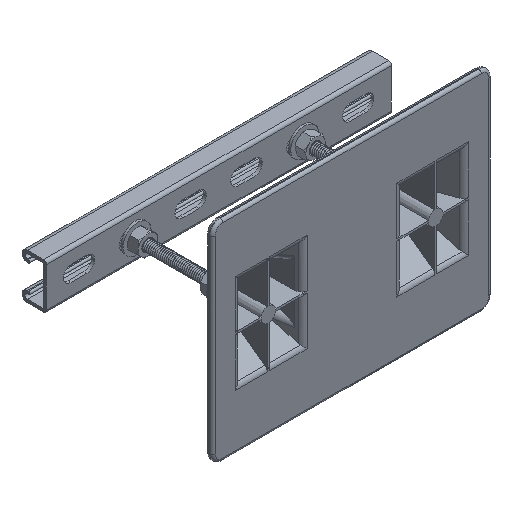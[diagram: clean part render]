
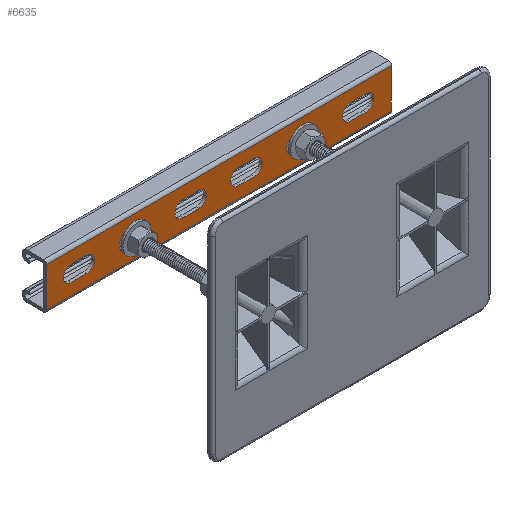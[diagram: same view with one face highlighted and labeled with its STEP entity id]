
A CAD part, isometric view. The second image highlights one B-rep face of the part: STEP entity #6635.
In plain terms, the highlighted planar face has unit normal (0, -1, 0).
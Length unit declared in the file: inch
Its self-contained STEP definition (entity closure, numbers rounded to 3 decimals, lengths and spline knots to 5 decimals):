
#6107=CARTESIAN_POINT('',(-0.28125,-0.358,10.90625));
#6108=VERTEX_POINT('',#6107);
#6115=CARTESIAN_POINT('',(0.28125,-0.358,10.90625));
#6116=VERTEX_POINT('',#6115);
#6117=CARTESIAN_POINT('',(0.,-0.358,10.90625));
#6118=DIRECTION('',(0.0,-1.0,0.0));
#6119=DIRECTION('',(0.0,0.0,-1.0));
#6120=AXIS2_PLACEMENT_3D('',#6117,#6118,#6119);
#6121=CIRCLE('',#6120,0.28125);
#6122=EDGE_CURVE('',#6108,#6116,#6121,.T.);
#6149=CARTESIAN_POINT('',(-0.28125,-0.358,8.90625));
#6150=VERTEX_POINT('',#6149);
#6157=CARTESIAN_POINT('',(0.28125,-0.358,8.90625));
#6158=VERTEX_POINT('',#6157);
#6159=CARTESIAN_POINT('',(0.,-0.358,8.90625));
#6160=DIRECTION('',(0.0,-1.0,0.0));
#6161=DIRECTION('',(0.0,0.0,-1.0));
#6162=AXIS2_PLACEMENT_3D('',#6159,#6160,#6161);
#6163=CIRCLE('',#6162,0.28125);
#6164=EDGE_CURVE('',#6150,#6158,#6163,.T.);
#6191=CARTESIAN_POINT('',(-0.28125,-0.358,6.90625));
#6192=VERTEX_POINT('',#6191);
#6199=CARTESIAN_POINT('',(0.28125,-0.358,6.90625));
#6200=VERTEX_POINT('',#6199);
#6201=CARTESIAN_POINT('',(0.,-0.358,6.90625));
#6202=DIRECTION('',(0.0,-1.0,0.0));
#6203=DIRECTION('',(0.0,0.0,-1.0));
#6204=AXIS2_PLACEMENT_3D('',#6201,#6202,#6203);
#6205=CIRCLE('',#6204,0.28125);
#6206=EDGE_CURVE('',#6192,#6200,#6205,.T.);
#6233=CARTESIAN_POINT('',(-0.28125,-0.358,4.90625));
#6234=VERTEX_POINT('',#6233);
#6241=CARTESIAN_POINT('',(0.28125,-0.358,4.90625));
#6242=VERTEX_POINT('',#6241);
#6243=CARTESIAN_POINT('',(0.,-0.358,4.90625));
#6244=DIRECTION('',(0.0,-1.0,0.0));
#6245=DIRECTION('',(0.0,0.0,-1.0));
#6246=AXIS2_PLACEMENT_3D('',#6243,#6244,#6245);
#6247=CIRCLE('',#6246,0.28125);
#6248=EDGE_CURVE('',#6234,#6242,#6247,.T.);
#6275=CARTESIAN_POINT('',(-0.28125,-0.358,2.90625));
#6276=VERTEX_POINT('',#6275);
#6283=CARTESIAN_POINT('',(0.28125,-0.358,2.90625));
#6284=VERTEX_POINT('',#6283);
#6285=CARTESIAN_POINT('',(0.,-0.358,2.90625));
#6286=DIRECTION('',(0.0,-1.0,0.0));
#6287=DIRECTION('',(0.0,0.0,-1.0));
#6288=AXIS2_PLACEMENT_3D('',#6285,#6286,#6287);
#6289=CIRCLE('',#6288,0.28125);
#6290=EDGE_CURVE('',#6276,#6284,#6289,.T.);
#6317=CARTESIAN_POINT('',(-0.28125,-0.358,0.90625));
#6318=VERTEX_POINT('',#6317);
#6325=CARTESIAN_POINT('',(0.28125,-0.358,0.90625));
#6326=VERTEX_POINT('',#6325);
#6327=CARTESIAN_POINT('',(0.,-0.358,0.90625));
#6328=DIRECTION('',(0.0,-1.0,0.0));
#6329=DIRECTION('',(0.0,0.0,-1.0));
#6330=AXIS2_PLACEMENT_3D('',#6327,#6328,#6329);
#6331=CIRCLE('',#6330,0.28125);
#6332=EDGE_CURVE('',#6318,#6326,#6331,.T.);
#6421=CARTESIAN_POINT('',(-0.7065,-0.358,12.3523));
#6422=VERTEX_POINT('',#6421);
#6431=CARTESIAN_POINT('',(-0.7065,-0.358,0.0));
#6432=VERTEX_POINT('',#6431);
#6440=CARTESIAN_POINT('',(-0.7065,-0.358,12.3523));
#6441=DIRECTION('',(0.0,0.0,-1.0));
#6442=VECTOR('',#6441,12.3523);
#6443=LINE('',#6440,#6442);
#6444=EDGE_CURVE('',#6422,#6432,#6443,.T.);
#6449=CARTESIAN_POINT('',(-0.7065,-0.358,35.6916));
#6450=DIRECTION('',(0.0,1.0,0.0));
#6451=DIRECTION('',(0.0,0.0,1.0));
#6452=AXIS2_PLACEMENT_3D('',#6449,#6450,#6451);
#6453=PLANE('',#6452);
#6454=CARTESIAN_POINT('',(0.7065,-0.358,12.3523));
#6455=VERTEX_POINT('',#6454);
#6456=CARTESIAN_POINT('',(-0.7065,-0.358,12.3523));
#6457=DIRECTION('',(1.0,0.0,0.0));
#6458=VECTOR('',#6457,1.413);
#6459=LINE('',#6456,#6458);
#6460=EDGE_CURVE('',#6422,#6455,#6459,.T.);
#6461=ORIENTED_EDGE('',*,*,#6460,.F.);
#6462=ORIENTED_EDGE('',*,*,#6444,.T.);
#6463=CARTESIAN_POINT('',(0.7065,-0.358,0.0));
#6464=VERTEX_POINT('',#6463);
#6465=CARTESIAN_POINT('',(-0.7065,-0.358,0.0));
#6466=DIRECTION('',(1.0,0.0,0.0));
#6467=VECTOR('',#6466,1.413);
#6468=LINE('',#6465,#6467);
#6469=EDGE_CURVE('',#6432,#6464,#6468,.T.);
#6470=ORIENTED_EDGE('',*,*,#6469,.T.);
#6471=CARTESIAN_POINT('',(0.7065,-0.358,12.3523));
#6472=DIRECTION('',(0.0,0.0,-1.0));
#6473=VECTOR('',#6472,12.3523);
#6474=LINE('',#6471,#6473);
#6475=EDGE_CURVE('',#6455,#6464,#6474,.T.);
#6476=ORIENTED_EDGE('',*,*,#6475,.F.);
#6477=EDGE_LOOP('',(#6461,#6462,#6470,#6476));
#6478=FACE_OUTER_BOUND('',#6477,.T.);
#6479=CARTESIAN_POINT('',(-0.28125,-0.358,9.46875));
#6480=VERTEX_POINT('',#6479);
#6481=CARTESIAN_POINT('',(-0.28125,-0.358,9.46875));
#6482=DIRECTION('',(0.0,0.0,-1.0));
#6483=VECTOR('',#6482,0.5625);
#6484=LINE('',#6481,#6483);
#6485=EDGE_CURVE('',#6480,#6150,#6484,.T.);
#6486=ORIENTED_EDGE('',*,*,#6485,.F.);
#6487=CARTESIAN_POINT('',(0.28125,-0.358,9.46875));
#6488=VERTEX_POINT('',#6487);
#6489=CARTESIAN_POINT('',(0.,-0.358,9.46875));
#6490=DIRECTION('',(0.0,-1.0,0.0));
#6491=DIRECTION('',(0.0,0.0,-1.0));
#6492=AXIS2_PLACEMENT_3D('',#6489,#6490,#6491);
#6493=CIRCLE('',#6492,0.28125);
#6494=EDGE_CURVE('',#6488,#6480,#6493,.T.);
#6495=ORIENTED_EDGE('',*,*,#6494,.F.);
#6496=CARTESIAN_POINT('',(0.28125,-0.358,8.90625));
#6497=DIRECTION('',(0.0,0.0,1.0));
#6498=VECTOR('',#6497,0.5625);
#6499=LINE('',#6496,#6498);
#6500=EDGE_CURVE('',#6158,#6488,#6499,.T.);
#6501=ORIENTED_EDGE('',*,*,#6500,.F.);
#6502=ORIENTED_EDGE('',*,*,#6164,.F.);
#6503=EDGE_LOOP('',(#6486,#6495,#6501,#6502));
#6504=FACE_BOUND('',#6503,.T.);
#6505=CARTESIAN_POINT('',(-0.28125,-0.358,7.46875));
#6506=VERTEX_POINT('',#6505);
#6507=CARTESIAN_POINT('',(-0.28125,-0.358,7.46875));
#6508=DIRECTION('',(0.0,0.0,-1.0));
#6509=VECTOR('',#6508,0.5625);
#6510=LINE('',#6507,#6509);
#6511=EDGE_CURVE('',#6506,#6192,#6510,.T.);
#6512=ORIENTED_EDGE('',*,*,#6511,.F.);
#6513=CARTESIAN_POINT('',(0.28125,-0.358,7.46875));
#6514=VERTEX_POINT('',#6513);
#6515=CARTESIAN_POINT('',(0.,-0.358,7.46875));
#6516=DIRECTION('',(0.0,-1.0,0.0));
#6517=DIRECTION('',(0.0,0.0,-1.0));
#6518=AXIS2_PLACEMENT_3D('',#6515,#6516,#6517);
#6519=CIRCLE('',#6518,0.28125);
#6520=EDGE_CURVE('',#6514,#6506,#6519,.T.);
#6521=ORIENTED_EDGE('',*,*,#6520,.F.);
#6522=CARTESIAN_POINT('',(0.28125,-0.358,6.90625));
#6523=DIRECTION('',(0.0,0.0,1.0));
#6524=VECTOR('',#6523,0.5625);
#6525=LINE('',#6522,#6524);
#6526=EDGE_CURVE('',#6200,#6514,#6525,.T.);
#6527=ORIENTED_EDGE('',*,*,#6526,.F.);
#6528=ORIENTED_EDGE('',*,*,#6206,.F.);
#6529=EDGE_LOOP('',(#6512,#6521,#6527,#6528));
#6530=FACE_BOUND('',#6529,.T.);
#6531=CARTESIAN_POINT('',(-0.28125,-0.358,5.46875));
#6532=VERTEX_POINT('',#6531);
#6533=CARTESIAN_POINT('',(-0.28125,-0.358,5.46875));
#6534=DIRECTION('',(0.0,0.0,-1.0));
#6535=VECTOR('',#6534,0.5625);
#6536=LINE('',#6533,#6535);
#6537=EDGE_CURVE('',#6532,#6234,#6536,.T.);
#6538=ORIENTED_EDGE('',*,*,#6537,.F.);
#6539=CARTESIAN_POINT('',(0.28125,-0.358,5.46875));
#6540=VERTEX_POINT('',#6539);
#6541=CARTESIAN_POINT('',(0.,-0.358,5.46875));
#6542=DIRECTION('',(0.0,-1.0,0.0));
#6543=DIRECTION('',(0.0,0.0,-1.0));
#6544=AXIS2_PLACEMENT_3D('',#6541,#6542,#6543);
#6545=CIRCLE('',#6544,0.28125);
#6546=EDGE_CURVE('',#6540,#6532,#6545,.T.);
#6547=ORIENTED_EDGE('',*,*,#6546,.F.);
#6548=CARTESIAN_POINT('',(0.28125,-0.358,4.90625));
#6549=DIRECTION('',(0.0,0.0,1.0));
#6550=VECTOR('',#6549,0.5625);
#6551=LINE('',#6548,#6550);
#6552=EDGE_CURVE('',#6242,#6540,#6551,.T.);
#6553=ORIENTED_EDGE('',*,*,#6552,.F.);
#6554=ORIENTED_EDGE('',*,*,#6248,.F.);
#6555=EDGE_LOOP('',(#6538,#6547,#6553,#6554));
#6556=FACE_BOUND('',#6555,.T.);
#6557=CARTESIAN_POINT('',(-0.28125,-0.358,3.46875));
#6558=VERTEX_POINT('',#6557);
#6559=CARTESIAN_POINT('',(-0.28125,-0.358,3.46875));
#6560=DIRECTION('',(0.0,0.0,-1.0));
#6561=VECTOR('',#6560,0.5625);
#6562=LINE('',#6559,#6561);
#6563=EDGE_CURVE('',#6558,#6276,#6562,.T.);
#6564=ORIENTED_EDGE('',*,*,#6563,.F.);
#6565=CARTESIAN_POINT('',(0.28125,-0.358,3.46875));
#6566=VERTEX_POINT('',#6565);
#6567=CARTESIAN_POINT('',(0.,-0.358,3.46875));
#6568=DIRECTION('',(0.0,-1.0,0.0));
#6569=DIRECTION('',(0.0,0.0,-1.0));
#6570=AXIS2_PLACEMENT_3D('',#6567,#6568,#6569);
#6571=CIRCLE('',#6570,0.28125);
#6572=EDGE_CURVE('',#6566,#6558,#6571,.T.);
#6573=ORIENTED_EDGE('',*,*,#6572,.F.);
#6574=CARTESIAN_POINT('',(0.28125,-0.358,2.90625));
#6575=DIRECTION('',(0.0,0.0,1.0));
#6576=VECTOR('',#6575,0.5625);
#6577=LINE('',#6574,#6576);
#6578=EDGE_CURVE('',#6284,#6566,#6577,.T.);
#6579=ORIENTED_EDGE('',*,*,#6578,.F.);
#6580=ORIENTED_EDGE('',*,*,#6290,.F.);
#6581=EDGE_LOOP('',(#6564,#6573,#6579,#6580));
#6582=FACE_BOUND('',#6581,.T.);
#6583=CARTESIAN_POINT('',(-0.28125,-0.358,1.46875));
#6584=VERTEX_POINT('',#6583);
#6585=CARTESIAN_POINT('',(-0.28125,-0.358,1.46875));
#6586=DIRECTION('',(0.0,0.0,-1.0));
#6587=VECTOR('',#6586,0.5625);
#6588=LINE('',#6585,#6587);
#6589=EDGE_CURVE('',#6584,#6318,#6588,.T.);
#6590=ORIENTED_EDGE('',*,*,#6589,.F.);
#6591=CARTESIAN_POINT('',(0.28125,-0.358,1.46875));
#6592=VERTEX_POINT('',#6591);
#6593=CARTESIAN_POINT('',(0.,-0.358,1.46875));
#6594=DIRECTION('',(0.0,-1.0,0.0));
#6595=DIRECTION('',(0.0,0.0,-1.0));
#6596=AXIS2_PLACEMENT_3D('',#6593,#6594,#6595);
#6597=CIRCLE('',#6596,0.28125);
#6598=EDGE_CURVE('',#6592,#6584,#6597,.T.);
#6599=ORIENTED_EDGE('',*,*,#6598,.F.);
#6600=CARTESIAN_POINT('',(0.28125,-0.358,0.90625));
#6601=DIRECTION('',(0.0,0.0,1.0));
#6602=VECTOR('',#6601,0.5625);
#6603=LINE('',#6600,#6602);
#6604=EDGE_CURVE('',#6326,#6592,#6603,.T.);
#6605=ORIENTED_EDGE('',*,*,#6604,.F.);
#6606=ORIENTED_EDGE('',*,*,#6332,.F.);
#6607=EDGE_LOOP('',(#6590,#6599,#6605,#6606));
#6608=FACE_BOUND('',#6607,.T.);
#6609=CARTESIAN_POINT('',(-0.28125,-0.358,11.46875));
#6610=VERTEX_POINT('',#6609);
#6611=CARTESIAN_POINT('',(-0.28125,-0.358,11.46875));
#6612=DIRECTION('',(0.0,0.0,-1.0));
#6613=VECTOR('',#6612,0.5625);
#6614=LINE('',#6611,#6613);
#6615=EDGE_CURVE('',#6610,#6108,#6614,.T.);
#6616=ORIENTED_EDGE('',*,*,#6615,.F.);
#6617=CARTESIAN_POINT('',(0.28125,-0.358,11.46875));
#6618=VERTEX_POINT('',#6617);
#6619=CARTESIAN_POINT('',(0.,-0.358,11.46875));
#6620=DIRECTION('',(0.0,-1.0,0.0));
#6621=DIRECTION('',(0.0,0.0,-1.0));
#6622=AXIS2_PLACEMENT_3D('',#6619,#6620,#6621);
#6623=CIRCLE('',#6622,0.28125);
#6624=EDGE_CURVE('',#6618,#6610,#6623,.T.);
#6625=ORIENTED_EDGE('',*,*,#6624,.F.);
#6626=CARTESIAN_POINT('',(0.28125,-0.358,10.90625));
#6627=DIRECTION('',(0.0,0.0,1.0));
#6628=VECTOR('',#6627,0.5625);
#6629=LINE('',#6626,#6628);
#6630=EDGE_CURVE('',#6116,#6618,#6629,.T.);
#6631=ORIENTED_EDGE('',*,*,#6630,.F.);
#6632=ORIENTED_EDGE('',*,*,#6122,.F.);
#6633=EDGE_LOOP('',(#6616,#6625,#6631,#6632));
#6634=FACE_BOUND('',#6633,.T.);
#6635=ADVANCED_FACE('',(#6478,#6504,#6530,#6556,#6582,#6608,#6634),#6453,.F.);
